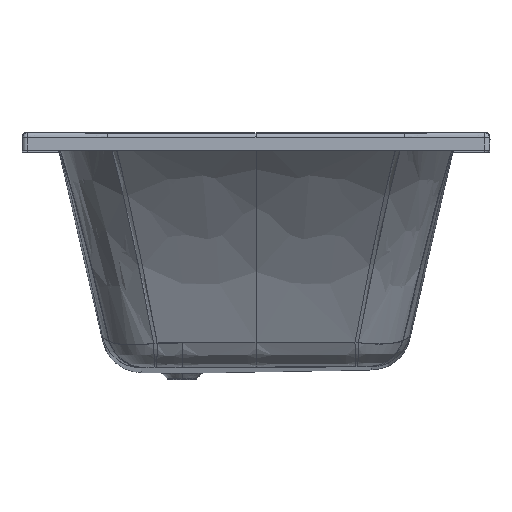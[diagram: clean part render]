
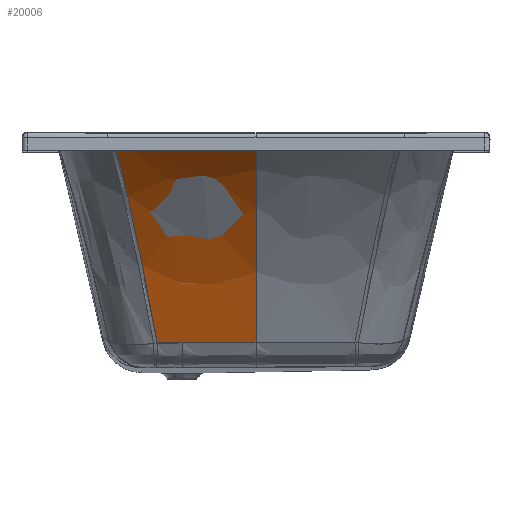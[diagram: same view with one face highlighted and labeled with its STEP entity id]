
A CAD part, top view. The second image highlights one B-rep face of the part: STEP entity #20006.
In plain terms, the highlighted free-form (B-spline) face has degree [3, 3] with [7, 4] control points.
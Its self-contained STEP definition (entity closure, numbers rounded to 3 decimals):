
#4811=CARTESIAN_POINT('',(0.,-4.774,884.357));
#4812=CARTESIAN_POINT('',(-43.481,-4.774,
884.357));
#4813=CARTESIAN_POINT('',(-132.814,-4.784,
884.355));
#4814=CARTESIAN_POINT('',(-226.879,-4.815,
884.35));
#4815=CARTESIAN_POINT('',(-275.094,-4.835,
884.348));
#4817=CARTESIAN_POINT('',(0.,-403.518,586.431));
#4818=CARTESIAN_POINT('',(0.,-364.696,601.836));
#4819=CARTESIAN_POINT('',(0.,-288.839,637.866));
#4820=CARTESIAN_POINT('',(0.,-183.026,706.465));
#4821=CARTESIAN_POINT('',(0.,-86.976,788.581));
#4822=CARTESIAN_POINT('',(0.,-30.715,851.287));
#4823=CARTESIAN_POINT('',(0.,-4.774,884.357));
#4825=CARTESIAN_POINT('',(0.,-403.518,586.431));
#4826=CARTESIAN_POINT('',(-7.122,-403.547,
586.42));
#4827=CARTESIAN_POINT('',(-21.172,-403.61,
586.409));
#4828=CARTESIAN_POINT('',(-42.,-403.724,
586.424));
#4829=CARTESIAN_POINT('',(-61.594,-403.847,
586.467));
#4830=CARTESIAN_POINT('',(-81.326,-403.986,
586.535));
#4831=CARTESIAN_POINT('',(-101.122,-404.14,
586.629));
#4832=CARTESIAN_POINT('',(-120.677,-404.304,
586.745));
#4833=CARTESIAN_POINT('',(-134.294,-404.428,
586.843));
#4834=CARTESIAN_POINT('',(-141.186,-404.492,
586.896));
#4836=CARTESIAN_POINT('',(-141.186,-404.492,
586.896));
#4837=CARTESIAN_POINT('',(-146.631,-404.543,
586.938));
#4838=CARTESIAN_POINT('',(-157.51,-404.647,
587.028));
#4839=CARTESIAN_POINT('',(-173.794,-404.811,
587.176));
#4840=CARTESIAN_POINT('',(-184.638,-404.924,
587.284));
#4841=CARTESIAN_POINT('',(-190.056,-404.982,
587.341));
#4843=CARTESIAN_POINT('',(-275.094,-4.835,
884.348));
#4844=CARTESIAN_POINT('',(-268.003,-31.478,
852.131));
#4845=CARTESIAN_POINT('',(-253.869,-88.763,
790.802));
#4846=CARTESIAN_POINT('',(-232.677,-185.313,
709.666));
#4847=CARTESIAN_POINT('',(-211.398,-290.976,
640.69));
#4848=CARTESIAN_POINT('',(-197.16,-366.358,
603.554));
#4849=CARTESIAN_POINT('',(-190.056,-404.982,
587.341));
#6773=CARTESIAN_POINT('',(-275.094,-4.835,
884.348));
#6778=CARTESIAN_POINT('',(-190.056,-404.982,
587.341));
#8312=VERTEX_POINT('',#6778);
#8314=VERTEX_POINT('',#4836);
#8316=VERTEX_POINT('',#4825);
#8344=VERTEX_POINT('',#6773);
#8347=VERTEX_POINT('',#4811);
#19966=CARTESIAN_POINT('',(-278.72,-1.586,
888.294));
#19967=CARTESIAN_POINT('',(-184.894,-1.635,
888.325));
#19968=CARTESIAN_POINT('',(-91.067,-1.664,
888.344));
#19969=CARTESIAN_POINT('',(2.759,-1.664,
888.343));
#19970=CARTESIAN_POINT('',(-271.265,-29.16,
854.649));
#19971=CARTESIAN_POINT('',(-179.947,-28.721,
854.117));
#19972=CARTESIAN_POINT('',(-88.631,-28.457,
853.798));
#19973=CARTESIAN_POINT('',(2.685,-28.463,
853.805));
#19974=CARTESIAN_POINT('',(-256.698,-87.485,
791.945));
#19975=CARTESIAN_POINT('',(-170.294,-86.355,
790.517));
#19976=CARTESIAN_POINT('',(-83.882,-85.679,
789.662));
#19977=CARTESIAN_POINT('',(2.542,-85.692,
789.679));
#19978=CARTESIAN_POINT('',(-235.003,-185.356,
709.726));
#19979=CARTESIAN_POINT('',(-155.917,-183.887,
707.671));
#19980=CARTESIAN_POINT('',(-76.811,-183.009,
706.441));
#19981=CARTESIAN_POINT('',(2.327,-183.027,
706.466));
#19982=CARTESIAN_POINT('',(-213.224,-292.422,
639.825));
#19983=CARTESIAN_POINT('',(-141.466,-291.195,
637.922));
#19984=CARTESIAN_POINT('',(-69.691,-290.461,
636.783));
#19985=CARTESIAN_POINT('',(2.112,-290.476,
636.806));
#19986=CARTESIAN_POINT('',(-198.555,-369.4,
602.106));
#19987=CARTESIAN_POINT('',(-131.722,-368.658,
600.885));
#19988=CARTESIAN_POINT('',(-64.883,-368.214,
600.153));
#19989=CARTESIAN_POINT('',(1.966,-368.223,
600.168));
#19990=CARTESIAN_POINT('',(-191.094,-409.639,
585.425));
#19991=CARTESIAN_POINT('',(-126.768,-409.206,
584.713));
#19992=CARTESIAN_POINT('',(-62.44,-408.947,
584.286));
#19993=CARTESIAN_POINT('',(1.892,-408.952,
584.294));
#19994=B_SPLINE_SURFACE_WITH_KNOTS('',3,3,((#19966,#19967,#19968,#19969),
(#19970,#19971,#19972,#19973),(#19974,#19975,#19976,#19977),(#19978,#19979,
#19980,#19981),(#19982,#19983,#19984,#19985),(#19986,#19987,#19988,#19989),(
#19990,#19991,#19992,#19993)),.UNSPECIFIED.,.F.,.F.,.F.,(4,1,1,1,4),(4,4),(
-0.006,0.226,0.449,0.672,
0.904),(0.773,1.002),.UNSPECIFIED.);
#19995=ORIENTED_EDGE('',*,*,#19956,.F.);
#19997=ORIENTED_EDGE('',*,*,#19996,.F.);
#19999=ORIENTED_EDGE('',*,*,#19998,.T.);
#20001=ORIENTED_EDGE('',*,*,#20000,.T.);
#20003=ORIENTED_EDGE('',*,*,#20002,.F.);
#20004=EDGE_LOOP('',(#19995,#19997,#19999,#20001,#20003));
#20005=FACE_OUTER_BOUND('',#20004,.F.);
#20006=ADVANCED_FACE('',(#20005),#19994,.T.);
#4816=B_SPLINE_CURVE_WITH_KNOTS('',3,(#4811,#4812,#4813,#4814,#4815),
.UNSPECIFIED.,.F.,.F.,(4,1,4),(0.,0.5,1.),.UNSPECIFIED.);
#4824=B_SPLINE_CURVE_WITH_KNOTS('',3,(#4817,#4818,#4819,#4820,#4821,#4822,
#4823),.UNSPECIFIED.,.F.,.F.,(4,1,1,1,4),(0.,0.249,
0.499,0.75,1.),.UNSPECIFIED.);
#4835=B_SPLINE_CURVE_WITH_KNOTS('',3,(#4825,#4826,#4827,#4828,#4829,#4830,#4831,
#4832,#4833,#4834),.UNSPECIFIED.,.F.,.F.,(4,1,1,1,1,1,1,4),(0.,
0.143,0.286,0.429,0.571,
0.714,0.857,1.),.UNSPECIFIED.);
#4842=B_SPLINE_CURVE_WITH_KNOTS('',3,(#4836,#4837,#4838,#4839,#4840,#4841),
.UNSPECIFIED.,.F.,.F.,(4,1,1,4),(0.,0.333,0.667,1.),
.UNSPECIFIED.);
#4850=B_SPLINE_CURVE_WITH_KNOTS('',3,(#4843,#4844,#4845,#4846,#4847,#4848,
#4849),.UNSPECIFIED.,.F.,.F.,(4,1,1,1,4),(0.,0.25,
0.5,0.75,1.),.UNSPECIFIED.);
#19956=EDGE_CURVE('',#8347,#8344,#4816,.T.);
#19996=EDGE_CURVE('',#8316,#8347,#4824,.T.);
#19998=EDGE_CURVE('',#8316,#8314,#4835,.T.);
#20000=EDGE_CURVE('',#8314,#8312,#4842,.T.);
#20002=EDGE_CURVE('',#8344,#8312,#4850,.T.);
